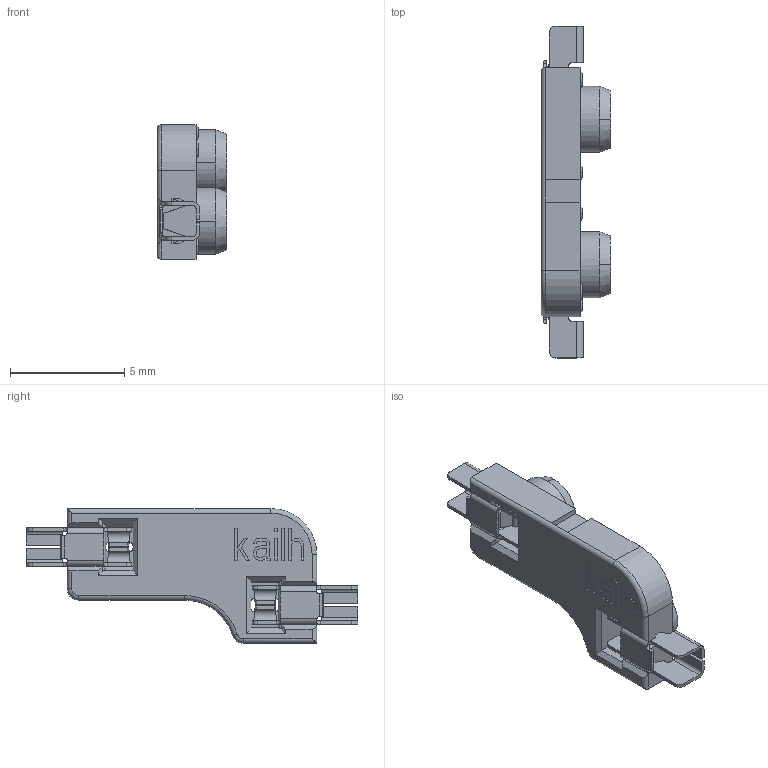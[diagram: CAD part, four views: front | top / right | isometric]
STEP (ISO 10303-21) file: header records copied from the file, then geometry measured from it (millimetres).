
FILE_DESCRIPTION((''),'2;1');
FILE_NAME('1511-180903_ASM','2018-09-03T',('eng08'),(''),'PRO/ENGINEER BY PARAMETRIC TECHNOLOGY CORPORATION, 2014090','PRO/ENGINEER BY PARAMETRIC TECHNOLOGY CORPORATION, 2014090','');
FILE_SCHEMA(('AUTOMOTIVE_DESIGN { 1 0 10303 214 1 1 1 1 }'));
Length unit declared in the file: millimetre
Products named in the file (6): BASE02_D6__05_10_1_1; CONN-011_05_1_1_1; 1511-0505_ASM_2_ASM_1_ASM_1_ASM; 1511-0505_ASM_ASM_1_ASM_1_ASM; 1511-0505_TOMOLD_ASM_1_ASM; 1511-180903_ASM
Assembly tree (6 placements, depth 5):
  1511-180903_ASM
    1511-0505_TOMOLD_ASM_1_ASM
      1511-0505_ASM_ASM_1_ASM_1_ASM
        1511-0505_ASM_2_ASM_1_ASM_1_ASM
          BASE02_D6__05_10_1_1
          CONN-011_05_1_1_1  x2
Bounding box: 3.05 x 14.5 x 5.89 mm (x, y, z)
Volume: 90 mm3; surface area: 300.9 mm2
Topology: 3 solids, 3 shells, 490 faces, 1314 edges, 843 vertices
Faces by surface type: plane 369, cylinder 93, torus 16, bspline 8, cone 4
Entity records: 12356 total; most frequent: CARTESIAN_POINT 2612, ORIENTED_EDGE 2038, DIRECTION 1874, EDGE_CURVE 1019, VECTOR 802, LINE 802, VERTEX_POINT 661, AXIS2_PLACEMENT_3D 536
